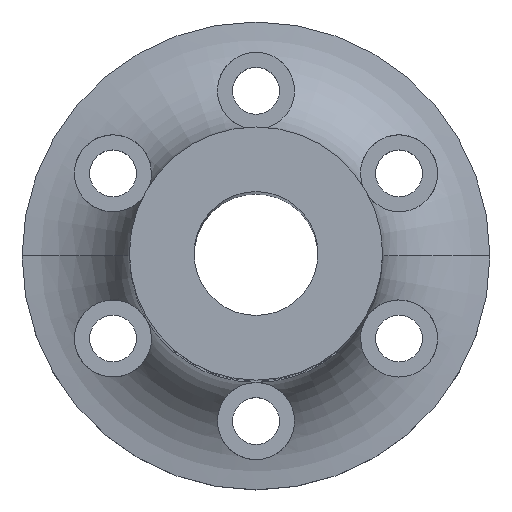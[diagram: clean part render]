
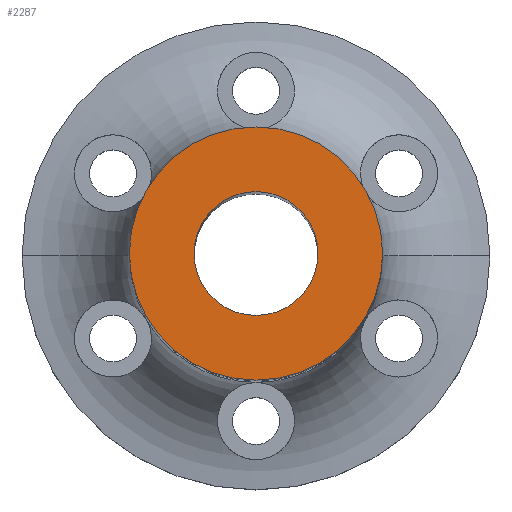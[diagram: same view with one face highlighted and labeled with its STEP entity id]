
A CAD part, top view. The second image highlights one B-rep face of the part: STEP entity #2287.
In plain terms, the highlighted planar face has unit normal (0, 0, 1).
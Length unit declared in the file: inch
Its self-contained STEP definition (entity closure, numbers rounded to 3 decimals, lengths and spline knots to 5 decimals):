
#175 = DIRECTION ( 'NONE',  ( 1., 0., 0. ) ) ;
#363 = FACE_BOUND ( 'NONE', #2503, .T. ) ;
#366 = FACE_OUTER_BOUND ( 'NONE', #2103, .T. ) ;
#390 = AXIS2_PLACEMENT_3D ( 'NONE', #2795, #2796, #2803 ) ;
#421 = DIRECTION ( 'NONE',  ( 1., 0., 0. ) ) ;
#429 = DIRECTION ( 'NONE',  ( 0., 0., 1. ) ) ;
#431 = CARTESIAN_POINT ( 'NONE',  ( 0., 0., 5.25 ) ) ;
#496 = ORIENTED_EDGE ( 'NONE', *, *, #2534, .T. ) ;
#549 = CARTESIAN_POINT ( 'NONE',  ( 0.46, 0., 5.25 ) ) ;
#593 = VERTEX_POINT ( 'NONE', #2108 ) ;
#674 = ORIENTED_EDGE ( 'NONE', *, *, #2656, .F. ) ;
#675 = EDGE_CURVE ( 'NONE', #593, #1762, #2483, .T. ) ;
#723 = CARTESIAN_POINT ( 'NONE',  ( 0., 0., 5.25 ) ) ;
#810 = CIRCLE ( 'NONE', #1626, 0.46 ) ;
#1057 = CARTESIAN_POINT ( 'NONE',  ( 0., 0., 5.25 ) ) ;
#1151 = CIRCLE ( 'NONE', #1460, 0.225 ) ;
#1298 = CARTESIAN_POINT ( 'NONE',  ( -0.46, 0., 5.25 ) ) ;
#1357 = ORIENTED_EDGE ( 'NONE', *, *, #675, .F. ) ;
#1417 = EDGE_CURVE ( 'NONE', #2227, #2660, #2750, .T. ) ;
#1456 = ORIENTED_EDGE ( 'NONE', *, *, #1417, .T. ) ;
#1458 = AXIS2_PLACEMENT_3D ( 'NONE', #1057, #2226, #175 ) ;
#1460 = AXIS2_PLACEMENT_3D ( 'NONE', #431, #429, #421 ) ;
#1509 = AXIS2_PLACEMENT_3D ( 'NONE', #2032, #1965, #1936 ) ;
#1626 = AXIS2_PLACEMENT_3D ( 'NONE', #723, #2820, #2604 ) ;
#1739 = PLANE ( 'NONE',  #1509 ) ;
#1762 = VERTEX_POINT ( 'NONE', #2244 ) ;
#1936 = DIRECTION ( 'NONE',  ( 1., 0., 0. ) ) ;
#1965 = DIRECTION ( 'NONE',  ( 0., 0., 1. ) ) ;
#2032 = CARTESIAN_POINT ( 'NONE',  ( 0., 0., 5.25 ) ) ;
#2103 = EDGE_LOOP ( 'NONE', ( #1456, #496 ) ) ;
#2108 = CARTESIAN_POINT ( 'NONE',  ( -0.225, 0., 5.25 ) ) ;
#2226 = DIRECTION ( 'NONE',  ( 0., 0., 1. ) ) ;
#2227 = VERTEX_POINT ( 'NONE', #1298 ) ;
#2244 = CARTESIAN_POINT ( 'NONE',  ( 0.225, 0., 5.25 ) ) ;
#2287 = ADVANCED_FACE ( 'NONE', ( #363, #366 ), #1739, .T. ) ;
#2483 = CIRCLE ( 'NONE', #1458, 0.225 ) ;
#2503 = EDGE_LOOP ( 'NONE', ( #674, #1357 ) ) ;
#2534 = EDGE_CURVE ( 'NONE', #2660, #2227, #810, .T. ) ;
#2604 = DIRECTION ( 'NONE',  ( 1., 0., 0. ) ) ;
#2656 = EDGE_CURVE ( 'NONE', #1762, #593, #1151, .T. ) ;
#2660 = VERTEX_POINT ( 'NONE', #549 ) ;
#2750 = CIRCLE ( 'NONE', #390, 0.46 ) ;
#2795 = CARTESIAN_POINT ( 'NONE',  ( 0., 0., 5.25 ) ) ;
#2796 = DIRECTION ( 'NONE',  ( 0., 0., 1. ) ) ;
#2803 = DIRECTION ( 'NONE',  ( 1., 0., 0. ) ) ;
#2820 = DIRECTION ( 'NONE',  ( 0., 0., 1. ) ) ;
